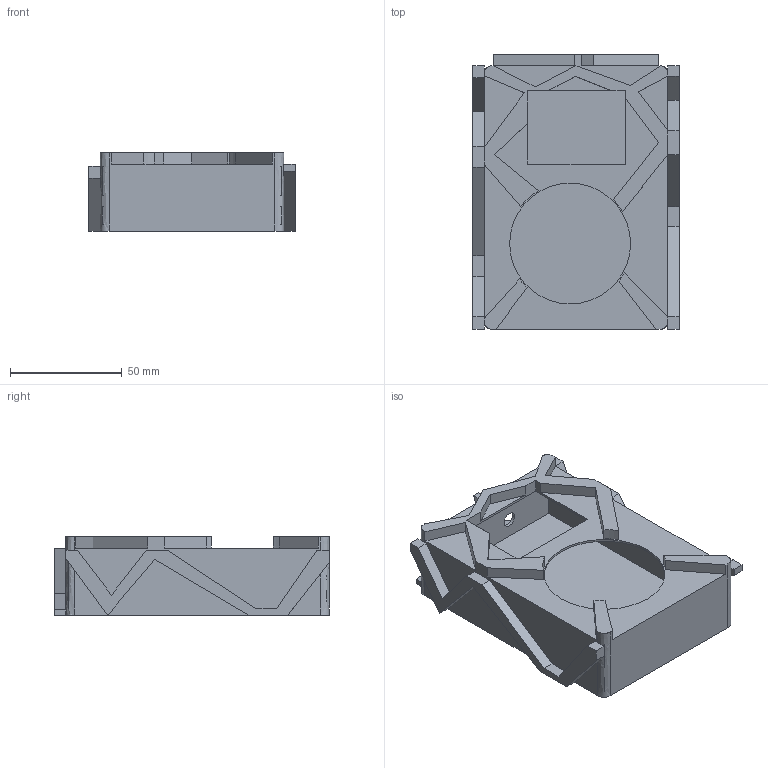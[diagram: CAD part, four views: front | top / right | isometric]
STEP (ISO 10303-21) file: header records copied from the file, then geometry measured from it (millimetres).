
FILE_DESCRIPTION(/* description */ ('STEP AP242','CAx-IF Rec.Pracs.---Representation and Presentation of Product Manufacturing Information (PMI)---4.0---2014-10-13','CAx-IF Rec.Pracs.---3D Tessellated Geometry---0.4---2014-09-14','2;1'),/* implementation_level */ '2;1');
FILE_NAME(/* name */ '6893751b715c066163a89e3f',/* time_stamp */ '2025-08-06T15:30:37Z',/* author */ (''),/* organization */ (''),/* preprocessor_version */ 'ST-DEVELOPER v20',/* originating_system */ 'ONSHAPE BY PTC INC, 1.201',/* authorisation */ ' ');
FILE_SCHEMA (('AP242_MANAGED_MODEL_BASED_3D_ENGINEERING_MIM_LF { 1 0 10303 442 1 1 4 }'));
Length unit declared in the file: metre
Products named in the file (7): MICRO_SD_CARD_READER~MicroSD Reader~bYQs; Part 68
Bounding box: 92.11 x 122.71 x 35 mm (x, y, z)
Volume: 61395.1 mm3; surface area: 60848.2 mm2
Topology: 1 solids, 1 shells, 222 faces, 614 edges, 414 vertices
Faces by surface type: plane 211, cylinder 7, bspline 4
Full cylindrical faces by diameter (mm): 6.597 x1, 6.686 x1, 54 x1
Entity records: 8705 total; most frequent: CARTESIAN_POINT 1526, ORIENTED_EDGE 1206, DIRECTION 1031, EDGE_CURVE 603, LINE 553, VECTOR 553, VERTEX_POINT 400, EDGE_LOOP 249
